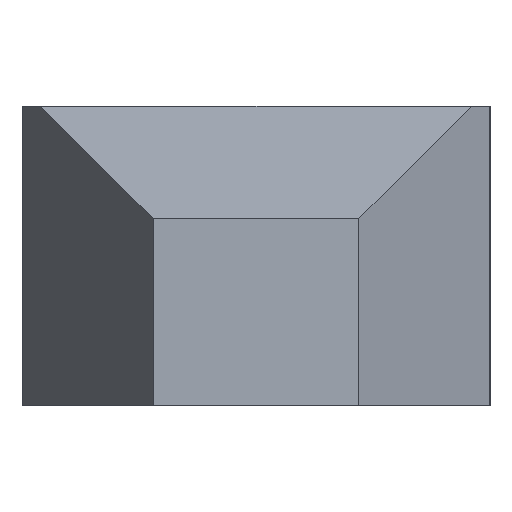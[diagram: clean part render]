
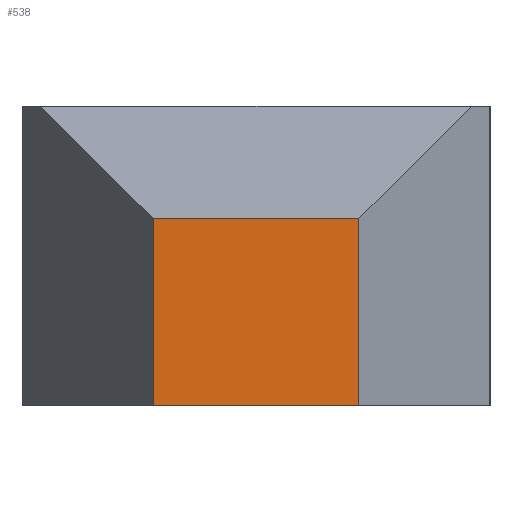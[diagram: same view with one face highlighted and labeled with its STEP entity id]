
A CAD part, left-side view. The second image highlights one B-rep face of the part: STEP entity #538.
In plain terms, the highlighted planar face has unit normal (-1, 0, 0).
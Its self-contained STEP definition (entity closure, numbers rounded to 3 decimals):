
#18 = CARTESIAN_POINT ( 'NONE',  ( -50., -5.5, 0. ) ) ;
#34 = VECTOR ( 'NONE', #352, 1000. ) ;
#57 = EDGE_CURVE ( 'NONE', #367, #454, #229, .T. ) ;
#86 = ORIENTED_EDGE ( 'NONE', *, *, #448, .F. ) ;
#89 = DIRECTION ( 'NONE',  ( 0., 1., 0. ) ) ;
#106 = FACE_OUTER_BOUND ( 'NONE', #419, .T. ) ;
#111 = DIRECTION ( 'NONE',  ( 0., 0., 1. ) ) ;
#113 = CARTESIAN_POINT ( 'NONE',  ( -50., -5.5, 16. ) ) ;
#142 = LINE ( 'NONE', #18, #400 ) ;
#195 = EDGE_CURVE ( 'NONE', #219, #610, #390, .T. ) ;
#202 = DIRECTION ( 'NONE',  ( -1., 0., 0. ) ) ;
#218 = VECTOR ( 'NONE', #286, 1000. ) ;
#219 = VERTEX_POINT ( 'NONE', #580 ) ;
#229 = LINE ( 'NONE', #237, #218 ) ;
#236 = CARTESIAN_POINT ( 'NONE',  ( -50., -13., 10. ) ) ;
#237 = CARTESIAN_POINT ( 'NONE',  ( -50., 5.5, 16. ) ) ;
#245 = CARTESIAN_POINT ( 'NONE',  ( -50., 5.5, 10. ) ) ;
#264 = EDGE_CURVE ( 'NONE', #219, #367, #457, .T. ) ;
#282 = DIRECTION ( 'NONE',  ( 0., 1., 0. ) ) ;
#286 = DIRECTION ( 'NONE',  ( 0., 0., -1. ) ) ;
#309 = ORIENTED_EDGE ( 'NONE', *, *, #195, .F. ) ;
#352 = DIRECTION ( 'NONE',  ( 0., 0., -1. ) ) ;
#354 = PLANE ( 'NONE',  #512 ) ;
#367 = VERTEX_POINT ( 'NONE', #245 ) ;
#390 = LINE ( 'NONE', #397, #34 ) ;
#397 = CARTESIAN_POINT ( 'NONE',  ( -50., -5.5, 16. ) ) ;
#400 = VECTOR ( 'NONE', #282, 1000. ) ;
#405 = ORIENTED_EDGE ( 'NONE', *, *, #57, .T. ) ;
#419 = EDGE_LOOP ( 'NONE', ( #309, #554, #405, #86 ) ) ;
#448 = EDGE_CURVE ( 'NONE', #610, #454, #142, .T. ) ;
#454 = VERTEX_POINT ( 'NONE', #518 ) ;
#457 = LINE ( 'NONE', #236, #547 ) ;
#512 = AXIS2_PLACEMENT_3D ( 'NONE', #113, #202, #111 ) ;
#518 = CARTESIAN_POINT ( 'NONE',  ( -50., 5.5, 0. ) ) ;
#529 = CARTESIAN_POINT ( 'NONE',  ( -50., -5.5, 0. ) ) ;
#538 = ADVANCED_FACE ( 'NONE', ( #106 ), #354, .T. ) ;
#547 = VECTOR ( 'NONE', #89, 1000. ) ;
#554 = ORIENTED_EDGE ( 'NONE', *, *, #264, .T. ) ;
#580 = CARTESIAN_POINT ( 'NONE',  ( -50., -5.5, 10. ) ) ;
#610 = VERTEX_POINT ( 'NONE', #529 ) ;
